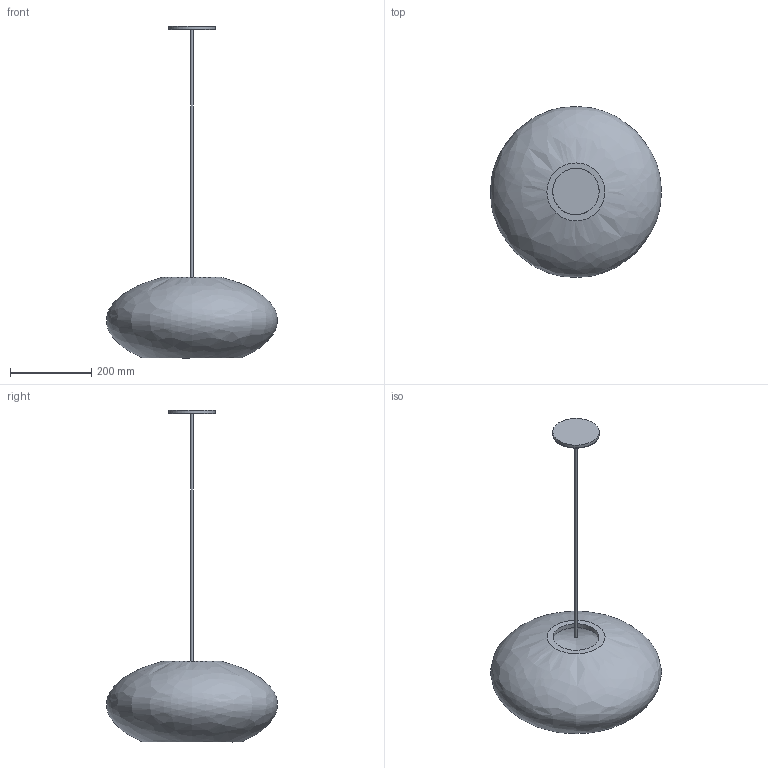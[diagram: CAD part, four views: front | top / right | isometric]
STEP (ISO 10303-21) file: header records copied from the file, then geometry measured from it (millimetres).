
FILE_DESCRIPTION(/* description */ (''),/* implementation_level */ '2;1');
FILE_NAME(/* name */ 'Disc16_3D_mm',/* time_stamp */ '2025-06-18T11:32:07-07:00',/* author */ (''),/* organization */ (''),/* preprocessor_version */ 'ST-DEVELOPER v16.5',/* originating_system */ '',/* authorisation */ '');
FILE_SCHEMA (('AUTOMOTIVE_DESIGN'));
Length unit declared in the file: millimetre
Products named in the file (1): Document
Bounding box: 421.24 x 420.75 x 817.92 mm (x, y, z)
Volume: 4782920.3 mm3; surface area: 679520 mm2
Topology: 3 solids, 3 shells, 13 faces, 20 edges, 11 vertices
Faces by surface type: bspline 9, plane 4
Entity records: 1060 total; most frequent: CARTESIAN_POINT 876, ORIENTED_EDGE 40, EDGE_CURVE 20, ADVANCED_FACE 13, FACE_OUTER_BOUND 13, EDGE_LOOP 13, VERTEX_POINT 11, DIRECTION 8
